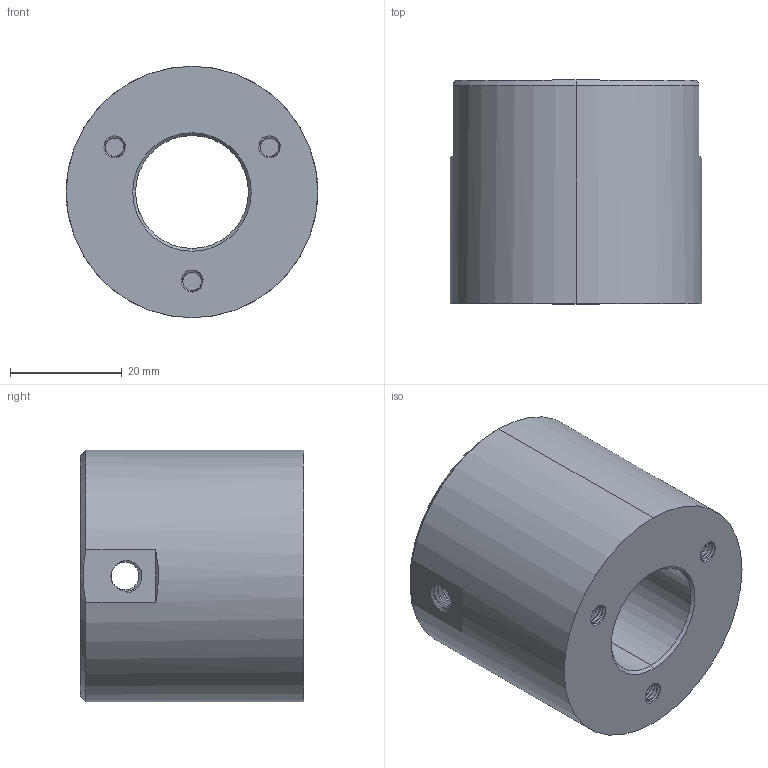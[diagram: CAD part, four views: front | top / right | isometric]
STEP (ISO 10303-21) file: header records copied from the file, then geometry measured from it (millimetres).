
FILE_DESCRIPTION (( 'STEP AP214' ), '1' );
FILE_NAME ('HERON-001_Fancy-Array_Ring.STEP', '2023-12-13T10:27:06', ( '' ), ( '' ), 'SwSTEP 2.0', 'SolidWorks 2022', '' );
FILE_SCHEMA (( 'AUTOMOTIVE_DESIGN' ));
Length unit declared in the file: millimetre
Products named in the file (1): HERON-001_Fancy-Array_Ring
Bounding box: 45 x 40 x 45 mm (x, y, z)
Volume: 49696.1 mm3; surface area: 11838.6 mm2
Topology: 1 solids, 1 shells, 197 faces, 573 edges, 381 vertices
Faces by surface type: cylinder 155, bspline 18, cone 12, plane 12
Entity records: 18611 total; most frequent: CARTESIAN_POINT 14466, ORIENTED_EDGE 1146, DIRECTION 590, EDGE_CURVE 573, VERTEX_POINT 381, AXIS2_PLACEMENT_3D 210, EDGE_LOOP 206, ADVANCED_FACE 197
